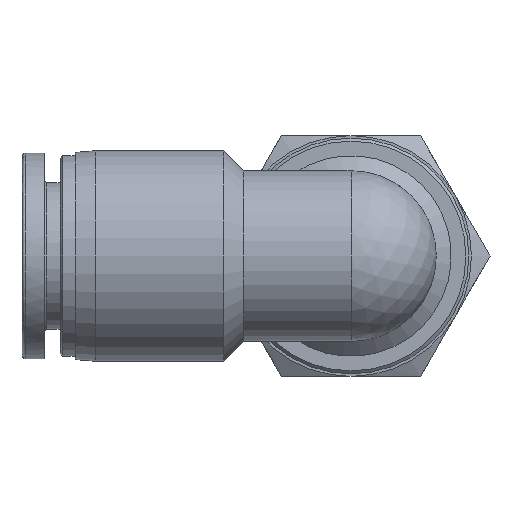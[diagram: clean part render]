
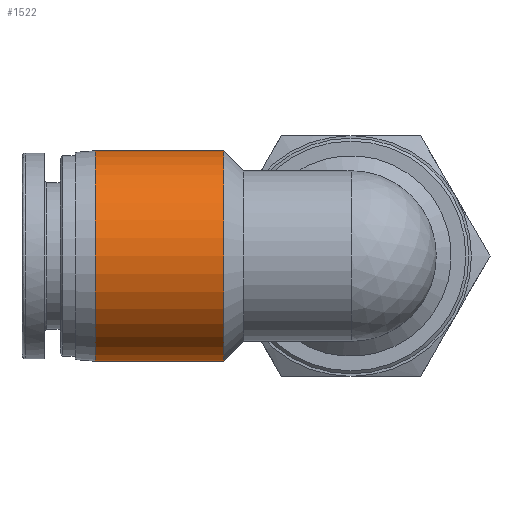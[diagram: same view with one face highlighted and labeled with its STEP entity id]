
A CAD part, left-side view. The second image highlights one B-rep face of the part: STEP entity #1522.
In plain terms, the highlighted cylindrical face has radius 10.5 mm (diameter 21 mm), a full revolution.
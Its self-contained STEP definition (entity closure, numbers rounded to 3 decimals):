
#1488=CARTESIAN_POINT('',(21.2,10.5,0.0));
#1489=VERTEX_POINT('',#1488);
#1490=CARTESIAN_POINT('',(21.2,0.,0.0));
#1491=DIRECTION('',(1.0,0.0,0.0));
#1492=DIRECTION('',(0.0,1.0,0.0));
#1493=AXIS2_PLACEMENT_3D('',#1490,#1491,#1492);
#1494=CIRCLE('',#1493,10.5);
#1495=EDGE_CURVE('',#1489,#1489,#1494,.T.);
#1503=CARTESIAN_POINT('',(27.6,0.,0.0));
#1504=DIRECTION('',(1.0,0.,0.0));
#1505=DIRECTION('',(0.0,1.0,0.0));
#1506=AXIS2_PLACEMENT_3D('',#1503,#1504,#1505);
#1507=CYLINDRICAL_SURFACE('',#1506,10.5);
#1508=CARTESIAN_POINT('',(34.0,10.5,0.0));
#1509=VERTEX_POINT('',#1508);
#1510=CARTESIAN_POINT('',(34.0,0.,0.0));
#1511=DIRECTION('',(1.0,0.0,0.0));
#1512=DIRECTION('',(0.0,1.0,0.0));
#1513=AXIS2_PLACEMENT_3D('',#1510,#1511,#1512);
#1514=CIRCLE('',#1513,10.5);
#1515=EDGE_CURVE('',#1509,#1509,#1514,.T.);
#1516=ORIENTED_EDGE('',*,*,#1515,.F.);
#1517=EDGE_LOOP('',(#1516));
#1518=FACE_OUTER_BOUND('',#1517,.T.);
#1519=ORIENTED_EDGE('',*,*,#1495,.T.);
#1520=EDGE_LOOP('',(#1519));
#1521=FACE_BOUND('',#1520,.T.);
#1522=ADVANCED_FACE('',(#1518,#1521),#1507,.T.);
